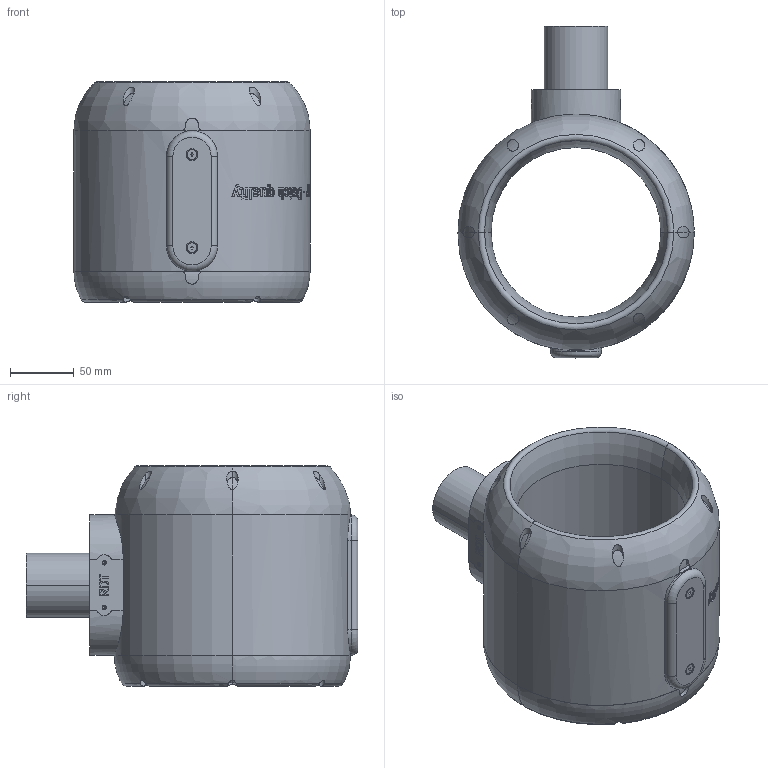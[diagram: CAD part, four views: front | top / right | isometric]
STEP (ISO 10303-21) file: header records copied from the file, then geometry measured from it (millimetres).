
FILE_DESCRIPTION (( 'STEP AP214' ), '1' );
FILE_NAME ('P-133-030-rev-C.STEP', '2021-05-15T07:16:19', ( '' ), ( '' ), 'SwSTEP 2.0', 'SolidWorks 2021', '' );
FILE_SCHEMA (( 'AUTOMOTIVE_DESIGN' ));
Length unit declared in the file: millimetre
Products named in the file (1): P-133-030-rev-C
Bounding box: 185 x 259.93 x 172.45 mm (x, y, z)
Volume: 2274082.1 mm3; surface area: 205939 mm2
Topology: 1 solids, 3 shells, 725 faces, 1884 edges, 1228 vertices
Faces by surface type: plane 286, bspline 232, cylinder 141, torus 46, cone 20
Entity records: 68745 total; most frequent: CARTESIAN_POINT 50063, ORIENTED_EDGE 3744, DIRECTION 2326, EDGE_CURVE 1872, VERTEX_POINT 1228, B_SPLINE_CURVE_WITH_KNOTS 899, AXIS2_PLACEMENT_3D 859, EDGE_LOOP 806
